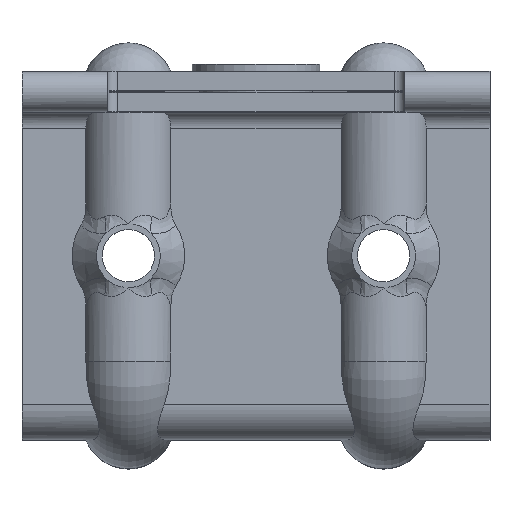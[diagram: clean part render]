
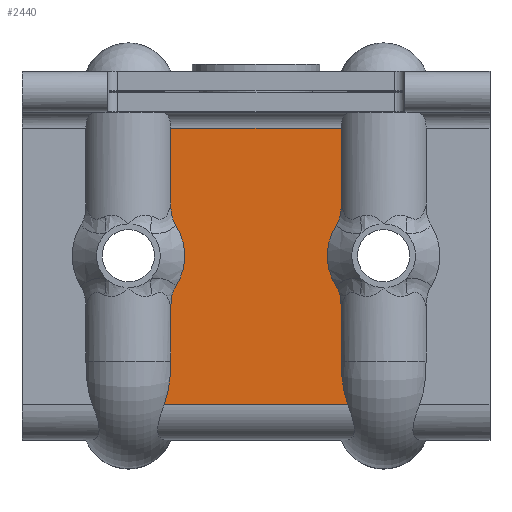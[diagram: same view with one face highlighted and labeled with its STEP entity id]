
A CAD part, top view. The second image highlights one B-rep face of the part: STEP entity #2440.
In plain terms, the highlighted planar face has unit normal (0, 0, 1).
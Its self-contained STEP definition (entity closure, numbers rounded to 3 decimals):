
#37=B_SPLINE_CURVE_WITH_KNOTS('',3,(#3570,#3571,#3572,#3573,#3574,#3575),
 .UNSPECIFIED.,.F.,.F.,(4,2,4),(0.,0.083,0.199),
 .UNSPECIFIED.);
#46=B_SPLINE_CURVE_WITH_KNOTS('',3,(#3760,#3761,#3762,#3763,#3764,#3765),
 .UNSPECIFIED.,.F.,.F.,(4,2,4),(0.,0.115,0.198),
 .UNSPECIFIED.);
#66=B_SPLINE_CURVE_WITH_KNOTS('',3,(#4056,#4057,#4058,#4059),
 .UNSPECIFIED.,.F.,.F.,(4,4),(-0.393,0.),.UNSPECIFIED.);
#88=B_SPLINE_CURVE_WITH_KNOTS('',3,(#4574,#4575,#4576,#4577,#4578,#4579),
 .UNSPECIFIED.,.F.,.F.,(4,2,4),(0.,0.083,0.199),
 .UNSPECIFIED.);
#97=B_SPLINE_CURVE_WITH_KNOTS('',3,(#4764,#4765,#4766,#4767,#4768,#4769),
 .UNSPECIFIED.,.F.,.F.,(4,2,4),(0.,0.115,0.198),
 .UNSPECIFIED.);
#101=B_SPLINE_CURVE_WITH_KNOTS('',3,(#4845,#4846,#4847,#4848),
 .UNSPECIFIED.,.F.,.F.,(4,4),(-0.393,0.),.UNSPECIFIED.);
#315=FACE_OUTER_BOUND('',#465,.T.);
#465=EDGE_LOOP('',(#1926,#1927,#1928,#1929,#1930,#1931,#1932,#1933,#1934,
#1935,#1936,#1937,#1938,#1939));
#573=CIRCLE('',#2547,5.3);
#626=CIRCLE('',#2647,5.3);
#685=LINE('',#3820,#831);
#697=LINE('',#4074,#843);
#745=LINE('',#4821,#891);
#751=LINE('',#4841,#897);
#752=LINE('',#4842,#898);
#753=LINE('',#4844,#899);
#831=VECTOR('',#2856,10.);
#843=VECTOR('',#2896,10.);
#891=VECTOR('',#3116,10.);
#897=VECTOR('',#3130,10.);
#898=VECTOR('',#3131,10.);
#899=VECTOR('',#3132,10.);
#987=VERTEX_POINT('',#3568);
#988=VERTEX_POINT('',#3569);
#994=VERTEX_POINT('',#3646);
#998=VERTEX_POINT('',#3759);
#1001=VERTEX_POINT('',#3818);
#1029=VERTEX_POINT('',#4043);
#1030=VERTEX_POINT('',#4073);
#1099=VERTEX_POINT('',#4572);
#1100=VERTEX_POINT('',#4573);
#1105=VERTEX_POINT('',#4648);
#1110=VERTEX_POINT('',#4763);
#1112=VERTEX_POINT('',#4820);
#1118=VERTEX_POINT('',#4840);
#1119=VERTEX_POINT('',#4843);
#1232=EDGE_CURVE('',#987,#988,#37,.T.);
#1243=EDGE_CURVE('',#994,#987,#573,.T.);
#1249=EDGE_CURVE('',#998,#994,#46,.T.);
#1256=EDGE_CURVE('',#1001,#998,#685,.T.);
#1290=EDGE_CURVE('',#1029,#1001,#66,.T.);
#1292=EDGE_CURVE('',#988,#1030,#697,.T.);
#1398=EDGE_CURVE('',#1099,#1100,#88,.T.);
#1407=EDGE_CURVE('',#1105,#1099,#626,.T.);
#1415=EDGE_CURVE('',#1110,#1105,#97,.T.);
#1420=EDGE_CURVE('',#1112,#1110,#745,.T.);
#1428=EDGE_CURVE('',#1100,#1118,#751,.T.);
#1429=EDGE_CURVE('',#1118,#1030,#752,.T.);
#1430=EDGE_CURVE('',#1029,#1119,#753,.T.);
#1431=EDGE_CURVE('',#1119,#1112,#101,.T.);
#1926=ORIENTED_EDGE('',*,*,#1398,.T.);
#1927=ORIENTED_EDGE('',*,*,#1428,.T.);
#1928=ORIENTED_EDGE('',*,*,#1429,.T.);
#1929=ORIENTED_EDGE('',*,*,#1292,.F.);
#1930=ORIENTED_EDGE('',*,*,#1232,.F.);
#1931=ORIENTED_EDGE('',*,*,#1243,.F.);
#1932=ORIENTED_EDGE('',*,*,#1249,.F.);
#1933=ORIENTED_EDGE('',*,*,#1256,.F.);
#1934=ORIENTED_EDGE('',*,*,#1290,.F.);
#1935=ORIENTED_EDGE('',*,*,#1430,.T.);
#1936=ORIENTED_EDGE('',*,*,#1431,.T.);
#1937=ORIENTED_EDGE('',*,*,#1420,.T.);
#1938=ORIENTED_EDGE('',*,*,#1415,.T.);
#1939=ORIENTED_EDGE('',*,*,#1407,.T.);
#2329=PLANE('',#2657);
#2440=ADVANCED_FACE('',(#315),#2329,.F.);
#2547=AXIS2_PLACEMENT_3D('',#3653,#2841,#2842);
#2647=AXIS2_PLACEMENT_3D('',#4649,#3102,#3103);
#2657=AXIS2_PLACEMENT_3D('',#4839,#3128,#3129);
#2841=DIRECTION('center_axis',(0.,0.,
1.));
#2842=DIRECTION('ref_axis',(1.,0.,0.));
#2856=DIRECTION('',(0.,1.,0.));
#2896=DIRECTION('',(0.,1.,0.));
#3102=DIRECTION('center_axis',(0.,0.,
-1.));
#3103=DIRECTION('ref_axis',(-1.,0.,0.));
#3116=DIRECTION('',(0.,1.,0.));
#3128=DIRECTION('center_axis',(0.,0.,
-1.));
#3129=DIRECTION('ref_axis',(0.,1.,0.));
#3130=DIRECTION('',(0.,1.,0.));
#3131=DIRECTION('',(-1.,0.,0.));
#3132=DIRECTION('',(1.,0.,0.));
#3568=CARTESIAN_POINT('',(-7.54,-12.636,37.8));
#3569=CARTESIAN_POINT('',(-8.009,-10.724,37.8));
#3570=CARTESIAN_POINT('Ctrl Pts',(-7.54,-12.636,37.8));
#3571=CARTESIAN_POINT('Ctrl Pts',(-7.69,-12.403,37.8));
#3572=CARTESIAN_POINT('Ctrl Pts',(-7.797,-12.148,37.8));
#3573=CARTESIAN_POINT('Ctrl Pts',(-7.973,-11.506,37.8));
#3574=CARTESIAN_POINT('Ctrl Pts',(-8.009,-11.109,37.8));
#3575=CARTESIAN_POINT('Ctrl Pts',(-8.009,-10.724,37.8));
#3646=CARTESIAN_POINT('',(-7.54,-18.364,37.8));
#3653=CARTESIAN_POINT('Origin',(-12.,-15.5,37.8));
#3759=CARTESIAN_POINT('',(-8.009,-20.276,37.8));
#3760=CARTESIAN_POINT('Ctrl Pts',(-8.009,-20.276,37.8));
#3761=CARTESIAN_POINT('Ctrl Pts',(-8.009,-19.893,37.8));
#3762=CARTESIAN_POINT('Ctrl Pts',(-7.973,-19.497,37.8));
#3763=CARTESIAN_POINT('Ctrl Pts',(-7.798,-18.855,37.8));
#3764=CARTESIAN_POINT('Ctrl Pts',(-7.691,-18.598,37.8));
#3765=CARTESIAN_POINT('Ctrl Pts',(-7.54,-18.364,37.8));
#3818=CARTESIAN_POINT('',(-8.009,-25.396,37.8));
#3820=CARTESIAN_POINT('',(-8.009,-2.,37.8));
#4043=CARTESIAN_POINT('',(-8.623,-29.5,37.8));
#4056=CARTESIAN_POINT('Ctrl Pts',(-8.623,-29.5,37.8));
#4057=CARTESIAN_POINT('Ctrl Pts',(-8.14,-28.236,37.8));
#4058=CARTESIAN_POINT('Ctrl Pts',(-8.009,-26.706,37.8));
#4059=CARTESIAN_POINT('Ctrl Pts',(-8.009,-25.396,37.8));
#4073=CARTESIAN_POINT('',(-8.009,-3.5,37.8));
#4074=CARTESIAN_POINT('',(-8.009,-2.,37.8));
#4572=CARTESIAN_POINT('',(7.54,-12.636,37.8));
#4573=CARTESIAN_POINT('',(8.009,-10.724,37.8));
#4574=CARTESIAN_POINT('Ctrl Pts',(7.54,-12.636,37.8));
#4575=CARTESIAN_POINT('Ctrl Pts',(7.69,-12.403,37.8));
#4576=CARTESIAN_POINT('Ctrl Pts',(7.797,-12.148,37.8));
#4577=CARTESIAN_POINT('Ctrl Pts',(7.973,-11.506,37.8));
#4578=CARTESIAN_POINT('Ctrl Pts',(8.009,-11.109,37.8));
#4579=CARTESIAN_POINT('Ctrl Pts',(8.009,-10.724,37.8));
#4648=CARTESIAN_POINT('',(7.54,-18.364,37.8));
#4649=CARTESIAN_POINT('Origin',(12.,-15.5,37.8));
#4763=CARTESIAN_POINT('',(8.009,-20.276,37.8));
#4764=CARTESIAN_POINT('Ctrl Pts',(8.009,-20.276,37.8));
#4765=CARTESIAN_POINT('Ctrl Pts',(8.009,-19.893,37.8));
#4766=CARTESIAN_POINT('Ctrl Pts',(7.973,-19.497,37.8));
#4767=CARTESIAN_POINT('Ctrl Pts',(7.798,-18.855,37.8));
#4768=CARTESIAN_POINT('Ctrl Pts',(7.691,-18.598,37.8));
#4769=CARTESIAN_POINT('Ctrl Pts',(7.54,-18.364,37.8));
#4820=CARTESIAN_POINT('',(8.009,-25.396,37.8));
#4821=CARTESIAN_POINT('',(8.009,-2.,37.8));
#4839=CARTESIAN_POINT('Origin',(11.,-33.75,37.8));
#4840=CARTESIAN_POINT('',(8.009,-3.5,37.8));
#4841=CARTESIAN_POINT('',(8.009,-2.,37.8));
#4842=CARTESIAN_POINT('',(11.,-3.5,37.8));
#4843=CARTESIAN_POINT('',(8.623,-29.5,37.8));
#4844=CARTESIAN_POINT('',(-11.,-29.5,37.8));
#4845=CARTESIAN_POINT('Ctrl Pts',(8.623,-29.5,37.8));
#4846=CARTESIAN_POINT('Ctrl Pts',(8.14,-28.236,37.8));
#4847=CARTESIAN_POINT('Ctrl Pts',(8.009,-26.706,37.8));
#4848=CARTESIAN_POINT('Ctrl Pts',(8.009,-25.396,37.8));
